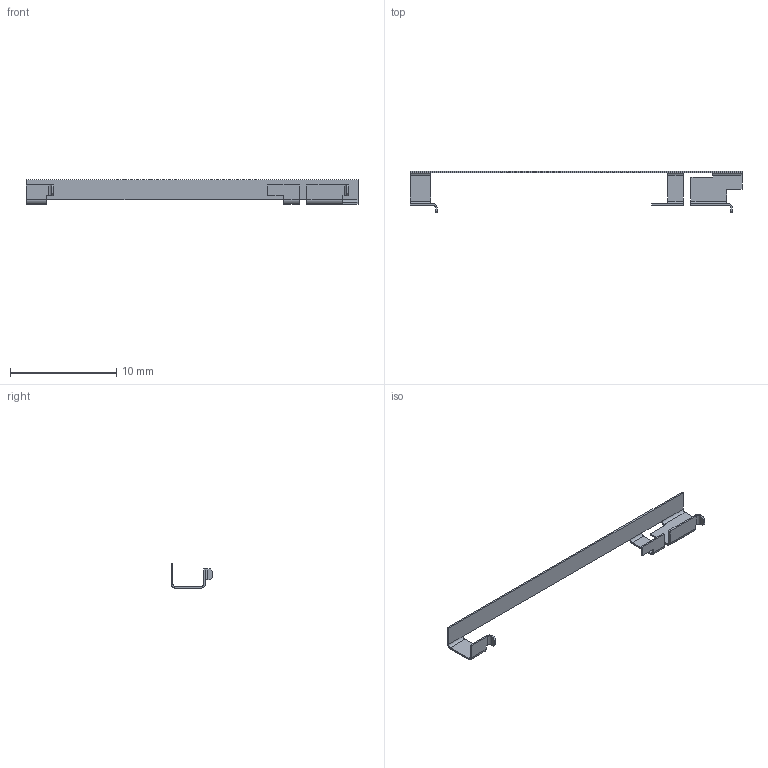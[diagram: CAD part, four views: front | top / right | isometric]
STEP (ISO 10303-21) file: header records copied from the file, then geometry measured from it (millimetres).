
FILE_DESCRIPTION (( 'STEP AP214' ), '1' );
FILE_NAME ('1002427.STEP', '2019-10-11T18:05:19', ( '' ), ( '' ), 'SwSTEP 2.0', 'SolidWorks 2017', '' );
FILE_SCHEMA (( 'AUTOMOTIVE_DESIGN' ));
Length unit declared in the file: millimetre
Products named in the file (1): 1002427
Bounding box: 31.2 x 3.9 x 2.28 mm (x, y, z)
Volume: 14.5 mm3; surface area: 208.7 mm2
Topology: 1 solids, 1 shells, 89 faces, 197 edges, 110 vertices
Faces by surface type: plane 72, cylinder 17
Entity records: 2387 total; most frequent: DIRECTION 411, CARTESIAN_POINT 397, ORIENTED_EDGE 394, EDGE_CURVE 197, LINE 163, VECTOR 163, AXIS2_PLACEMENT_3D 124, VERTEX_POINT 110
